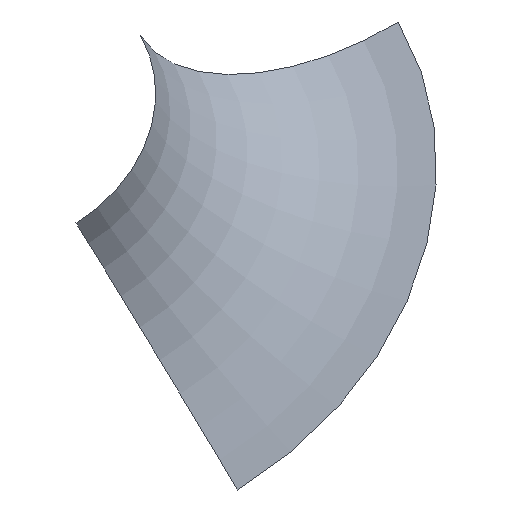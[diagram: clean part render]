
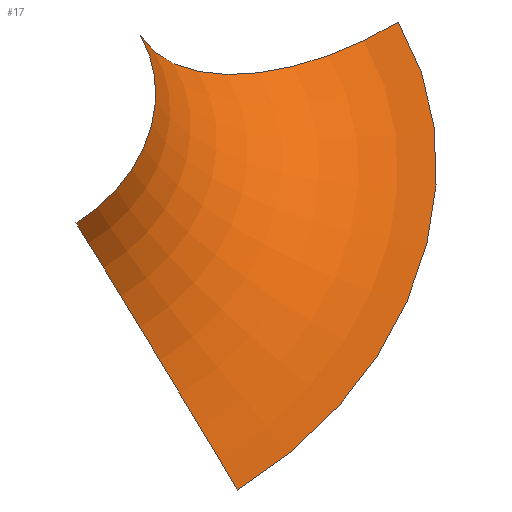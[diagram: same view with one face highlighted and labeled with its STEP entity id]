
A CAD part, isometric view. The second image highlights one B-rep face of the part: STEP entity #17.
In plain terms, the highlighted toroidal (fillet/blend) face has major radius 5 mm and minor radius 3 mm.
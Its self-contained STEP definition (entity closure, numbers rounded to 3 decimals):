
#17 = ADVANCED_FACE('',(#18),#33,.T.);
#18 = FACE_BOUND('',#19,.T.);
#19 = EDGE_LOOP('',(#20,#66,#105,#144));
#20 = ORIENTED_EDGE('',*,*,#21,.F.);
#21 = EDGE_CURVE('',#22,#24,#26,.T.);
#22 = VERTEX_POINT('',#23);
#23 = CARTESIAN_POINT('',(-1.644,-2.1,
    -2.96));
#24 = VERTEX_POINT('',#25);
#25 = CARTESIAN_POINT('',(3.915,0.437,0.598)
  );
#26 = SURFACE_CURVE('',#27,(#32),.PCURVE_S1.);
#27 = CIRCLE('',#28,5.);
#28 = AXIS2_PLACEMENT_3D('',#29,#30,#31);
#29 = CARTESIAN_POINT('',(-0.135,2.449,-1.536
    ));
#30 = DIRECTION('',(-0.503,-0.102,0.858));
#31 = DIRECTION('',(-0.302,-0.91,-0.285));
#32 = PCURVE('',#33,#38);
#33 = TOROIDAL_SURFACE('',#34,5.,3.);
#34 = AXIS2_PLACEMENT_3D('',#35,#36,#37);
#35 = CARTESIAN_POINT('',(-1.643,2.144,1.039)
  );
#36 = DIRECTION('',(-0.503,-0.102,0.858));
#37 = DIRECTION('',(-0.317,-0.902,-0.293));
#38 = DEFINITIONAL_REPRESENTATION('',(#39),#65);
#39 = B_SPLINE_CURVE_WITH_KNOTS('',3,(#40,#41,#42,#43,#44,#45,#46,#47,
    #48,#49,#50,#51,#52,#53,#54,#55,#56,#57,#58,#59,#60,#61,#62,#63,#64)
  ,.UNSPECIFIED.,.F.,.F.,(4,1,1,1,1,1,1,1,1,1,1,1,1,1,1,1,1,1,1,1,1,1,4)
  ,(0.,0.071,0.143,0.214,0.286,
    0.357,0.428,0.5,0.571,
    0.643,0.714,0.785,0.857,
    0.928,1.,1.071,1.142,
    1.214,1.285,1.357,1.428,
    1.499,1.571),.QUASI_UNIFORM_KNOTS.);
#40 = CARTESIAN_POINT('',(0.019,4.712));
#41 = CARTESIAN_POINT('',(0.043,4.712));
#42 = CARTESIAN_POINT('',(0.09,4.712));
#43 = CARTESIAN_POINT('',(0.162,4.712));
#44 = CARTESIAN_POINT('',(0.233,4.712));
#45 = CARTESIAN_POINT('',(0.304,4.712));
#46 = CARTESIAN_POINT('',(0.376,4.712));
#47 = CARTESIAN_POINT('',(0.447,4.712));
#48 = CARTESIAN_POINT('',(0.519,4.712));
#49 = CARTESIAN_POINT('',(0.59,4.712));
#50 = CARTESIAN_POINT('',(0.661,4.712));
#51 = CARTESIAN_POINT('',(0.733,4.712));
#52 = CARTESIAN_POINT('',(0.804,4.712));
#53 = CARTESIAN_POINT('',(0.876,4.712));
#54 = CARTESIAN_POINT('',(0.947,4.712));
#55 = CARTESIAN_POINT('',(1.018,4.712));
#56 = CARTESIAN_POINT('',(1.09,4.712));
#57 = CARTESIAN_POINT('',(1.161,4.712));
#58 = CARTESIAN_POINT('',(1.233,4.712));
#59 = CARTESIAN_POINT('',(1.304,4.712));
#60 = CARTESIAN_POINT('',(1.375,4.712));
#61 = CARTESIAN_POINT('',(1.447,4.712));
#62 = CARTESIAN_POINT('',(1.518,4.712));
#63 = CARTESIAN_POINT('',(1.566,4.712));
#64 = CARTESIAN_POINT('',(1.59,4.712));
#65 = ( GEOMETRIC_REPRESENTATION_CONTEXT(2) 
PARAMETRIC_REPRESENTATION_CONTEXT() REPRESENTATION_CONTEXT('2D SPACE',''
  ) );
#66 = ORIENTED_EDGE('',*,*,#67,.F.);
#67 = EDGE_CURVE('',#68,#22,#70,.T.);
#68 = VERTEX_POINT('',#69);
#69 = CARTESIAN_POINT('',(-2.247,0.324,0.469)
  );
#70 = SURFACE_CURVE('',#71,(#76),.PCURVE_S1.);
#71 = CIRCLE('',#72,3.);
#72 = AXIS2_PLACEMENT_3D('',#73,#74,#75);
#73 = CARTESIAN_POINT('',(-3.153,-2.405,
    -0.385));
#74 = DIRECTION('',(-0.81,0.402,-0.427));
#75 = DIRECTION('',(0.302,0.91,0.285));
#76 = PCURVE('',#33,#77);
#77 = DEFINITIONAL_REPRESENTATION('',(#78),#104);
#78 = B_SPLINE_CURVE_WITH_KNOTS('',3,(#79,#80,#81,#82,#83,#84,#85,#86,
    #87,#88,#89,#90,#91,#92,#93,#94,#95,#96,#97,#98,#99,#100,#101,#102,
    #103),.UNSPECIFIED.,.F.,.F.,(4,1,1,1,1,1,1,1,1,1,1,1,1,1,1,1,1,1,1,1
    ,1,1,4),(0.,0.071,0.143,0.214,
    0.286,0.357,0.428,0.5,
    0.571,0.643,0.714,0.785,
    0.857,0.928,1.,1.071,
    1.142,1.214,1.285,1.357,
    1.428,1.499,1.571),
  .QUASI_UNIFORM_KNOTS.);
#79 = CARTESIAN_POINT('',(0.019,3.142));
#80 = CARTESIAN_POINT('',(0.019,3.165));
#81 = CARTESIAN_POINT('',(0.019,3.213));
#82 = CARTESIAN_POINT('',(0.019,3.284));
#83 = CARTESIAN_POINT('',(0.019,3.356));
#84 = CARTESIAN_POINT('',(0.019,3.427));
#85 = CARTESIAN_POINT('',(0.019,3.499));
#86 = CARTESIAN_POINT('',(0.019,3.57));
#87 = CARTESIAN_POINT('',(0.019,3.641));
#88 = CARTESIAN_POINT('',(0.019,3.713));
#89 = CARTESIAN_POINT('',(0.019,3.784));
#90 = CARTESIAN_POINT('',(0.019,3.856));
#91 = CARTESIAN_POINT('',(0.019,3.927));
#92 = CARTESIAN_POINT('',(0.019,3.998));
#93 = CARTESIAN_POINT('',(0.019,4.07));
#94 = CARTESIAN_POINT('',(0.019,4.141));
#95 = CARTESIAN_POINT('',(0.019,4.213));
#96 = CARTESIAN_POINT('',(0.019,4.284));
#97 = CARTESIAN_POINT('',(0.019,4.355));
#98 = CARTESIAN_POINT('',(0.019,4.427));
#99 = CARTESIAN_POINT('',(0.019,4.498));
#100 = CARTESIAN_POINT('',(0.019,4.57));
#101 = CARTESIAN_POINT('',(0.019,4.641));
#102 = CARTESIAN_POINT('',(0.019,4.689));
#103 = CARTESIAN_POINT('',(0.019,4.712));
#104 = ( GEOMETRIC_REPRESENTATION_CONTEXT(2) 
PARAMETRIC_REPRESENTATION_CONTEXT() REPRESENTATION_CONTEXT('2D SPACE',''
  ) );
#105 = ORIENTED_EDGE('',*,*,#106,.F.);
#106 = EDGE_CURVE('',#107,#68,#109,.T.);
#107 = VERTEX_POINT('',#108);
#108 = CARTESIAN_POINT('',(-0.023,1.339,
    1.893));
#109 = SURFACE_CURVE('',#110,(#115),.PCURVE_S1.);
#110 = CIRCLE('',#111,2.);
#111 = AXIS2_PLACEMENT_3D('',#112,#113,#114);
#112 = CARTESIAN_POINT('',(-1.643,2.144,1.039)
  );
#113 = DIRECTION('',(0.503,0.102,-0.858));
#114 = DIRECTION('',(0.81,-0.402,0.427));
#115 = PCURVE('',#33,#116);
#116 = DEFINITIONAL_REPRESENTATION('',(#117),#143);
#117 = B_SPLINE_CURVE_WITH_KNOTS('',3,(#118,#119,#120,#121,#122,#123,
    #124,#125,#126,#127,#128,#129,#130,#131,#132,#133,#134,#135,#136,
    #137,#138,#139,#140,#141,#142),.UNSPECIFIED.,.F.,.F.,(4,1,1,1,1,1,1,
    1,1,1,1,1,1,1,1,1,1,1,1,1,1,1,4),(0.,0.071,
    0.143,0.214,0.286,0.357,
    0.428,0.5,0.571,0.643,
    0.714,0.785,0.857,0.928,
    1.,1.071,1.142,1.214,
    1.285,1.357,1.428,1.499,
    1.571),.QUASI_UNIFORM_KNOTS.);
#118 = CARTESIAN_POINT('',(1.59,3.142));
#119 = CARTESIAN_POINT('',(1.566,3.142));
#120 = CARTESIAN_POINT('',(1.518,3.142));
#121 = CARTESIAN_POINT('',(1.447,3.142));
#122 = CARTESIAN_POINT('',(1.375,3.142));
#123 = CARTESIAN_POINT('',(1.304,3.142));
#124 = CARTESIAN_POINT('',(1.233,3.142));
#125 = CARTESIAN_POINT('',(1.161,3.142));
#126 = CARTESIAN_POINT('',(1.09,3.142));
#127 = CARTESIAN_POINT('',(1.018,3.142));
#128 = CARTESIAN_POINT('',(0.947,3.142));
#129 = CARTESIAN_POINT('',(0.876,3.142));
#130 = CARTESIAN_POINT('',(0.804,3.142));
#131 = CARTESIAN_POINT('',(0.733,3.142));
#132 = CARTESIAN_POINT('',(0.661,3.142));
#133 = CARTESIAN_POINT('',(0.59,3.142));
#134 = CARTESIAN_POINT('',(0.519,3.142));
#135 = CARTESIAN_POINT('',(0.447,3.142));
#136 = CARTESIAN_POINT('',(0.376,3.142));
#137 = CARTESIAN_POINT('',(0.304,3.142));
#138 = CARTESIAN_POINT('',(0.233,3.142));
#139 = CARTESIAN_POINT('',(0.162,3.142));
#140 = CARTESIAN_POINT('',(0.09,3.142));
#141 = CARTESIAN_POINT('',(0.043,3.142));
#142 = CARTESIAN_POINT('',(0.019,3.142));
#143 = ( GEOMETRIC_REPRESENTATION_CONTEXT(2) 
PARAMETRIC_REPRESENTATION_CONTEXT() REPRESENTATION_CONTEXT('2D SPACE',''
  ) );
#144 = ORIENTED_EDGE('',*,*,#145,.F.);
#145 = EDGE_CURVE('',#24,#107,#146,.T.);
#146 = SURFACE_CURVE('',#147,(#152),.PCURVE_S1.);
#147 = CIRCLE('',#148,3.);
#148 = AXIS2_PLACEMENT_3D('',#149,#150,#151);
#149 = CARTESIAN_POINT('',(2.406,0.132,3.173)
  );
#150 = DIRECTION('',(0.302,0.91,0.285));
#151 = DIRECTION('',(0.503,0.102,-0.858));
#152 = PCURVE('',#33,#153);
#153 = DEFINITIONAL_REPRESENTATION('',(#154),#180);
#154 = B_SPLINE_CURVE_WITH_KNOTS('',3,(#155,#156,#157,#158,#159,#160,
    #161,#162,#163,#164,#165,#166,#167,#168,#169,#170,#171,#172,#173,
    #174,#175,#176,#177,#178,#179),.UNSPECIFIED.,.F.,.F.,(4,1,1,1,1,1,1,
    1,1,1,1,1,1,1,1,1,1,1,1,1,1,1,4),(0.,0.071,
    0.143,0.214,0.286,0.357,
    0.428,0.5,0.571,0.643,
    0.714,0.785,0.857,0.928,
    1.,1.071,1.142,1.214,
    1.285,1.357,1.428,1.499,
    1.571),.QUASI_UNIFORM_KNOTS.);
#155 = CARTESIAN_POINT('',(1.59,4.712));
#156 = CARTESIAN_POINT('',(1.59,4.689));
#157 = CARTESIAN_POINT('',(1.59,4.641));
#158 = CARTESIAN_POINT('',(1.59,4.57));
#159 = CARTESIAN_POINT('',(1.59,4.498));
#160 = CARTESIAN_POINT('',(1.59,4.427));
#161 = CARTESIAN_POINT('',(1.59,4.355));
#162 = CARTESIAN_POINT('',(1.59,4.284));
#163 = CARTESIAN_POINT('',(1.59,4.213));
#164 = CARTESIAN_POINT('',(1.59,4.141));
#165 = CARTESIAN_POINT('',(1.59,4.07));
#166 = CARTESIAN_POINT('',(1.59,3.998));
#167 = CARTESIAN_POINT('',(1.59,3.927));
#168 = CARTESIAN_POINT('',(1.59,3.856));
#169 = CARTESIAN_POINT('',(1.59,3.784));
#170 = CARTESIAN_POINT('',(1.59,3.713));
#171 = CARTESIAN_POINT('',(1.59,3.641));
#172 = CARTESIAN_POINT('',(1.59,3.57));
#173 = CARTESIAN_POINT('',(1.59,3.499));
#174 = CARTESIAN_POINT('',(1.59,3.427));
#175 = CARTESIAN_POINT('',(1.59,3.356));
#176 = CARTESIAN_POINT('',(1.59,3.284));
#177 = CARTESIAN_POINT('',(1.59,3.213));
#178 = CARTESIAN_POINT('',(1.59,3.165));
#179 = CARTESIAN_POINT('',(1.59,3.142));
#180 = ( GEOMETRIC_REPRESENTATION_CONTEXT(2) 
PARAMETRIC_REPRESENTATION_CONTEXT() REPRESENTATION_CONTEXT('2D SPACE',''
  ) );
